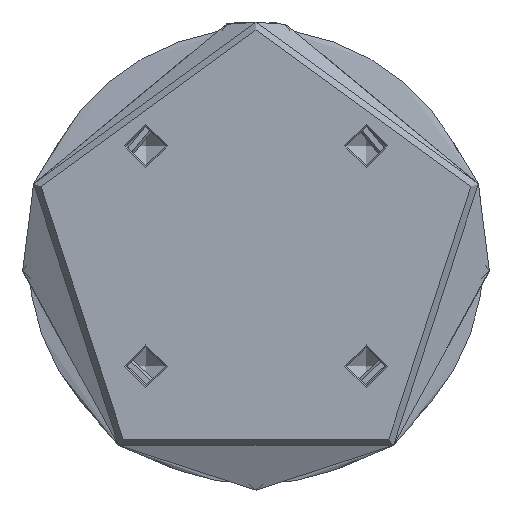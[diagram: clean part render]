
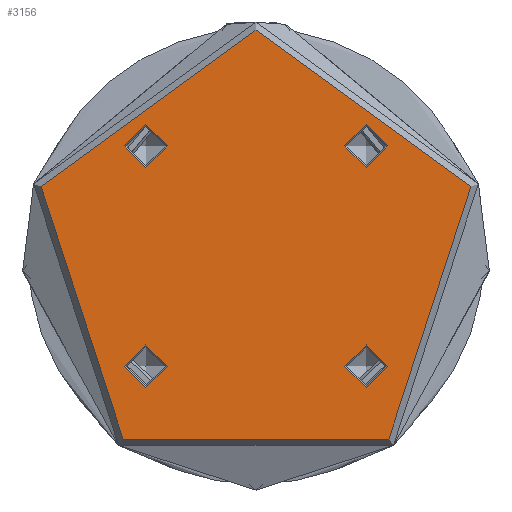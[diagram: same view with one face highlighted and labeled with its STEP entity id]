
A CAD part, front view. The second image highlights one B-rep face of the part: STEP entity #3156.
In plain terms, the highlighted face is planar.
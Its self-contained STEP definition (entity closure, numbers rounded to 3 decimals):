
#436 = EDGE_CURVE ( 'NONE', #1081, #1081, #5366, .T. ) ;
#535 = CARTESIAN_POINT ( 'NONE',  ( 28.284, -28.284, 0. ) ) ;
#573 = VERTEX_POINT ( 'NONE', #2245 ) ;
#702 = EDGE_CURVE ( 'NONE', #3773, #3773, #2675, .T. ) ;
#747 = AXIS2_PLACEMENT_3D ( 'NONE', #5084, #1890, #5626 ) ;
#753 = CIRCLE ( 'NONE', #4234, 5.5 ) ;
#801 = CARTESIAN_POINT ( 'NONE',  ( 0., 0., 0. ) ) ;
#1073 = DIRECTION ( 'NONE',  ( 1., 0., 0. ) ) ;
#1081 = VERTEX_POINT ( 'NONE', #1685 ) ;
#1122 = ORIENTED_EDGE ( 'NONE', *, *, #436, .F. ) ;
#1164 = FACE_BOUND ( 'NONE', #2545, .T. ) ;
#1217 = CIRCLE ( 'NONE', #5970, 58. ) ;
#1296 = CARTESIAN_POINT ( 'NONE',  ( 0., 0., 0. ) ) ;
#1317 = DIRECTION ( 'NONE',  ( -1., 0., 0. ) ) ;
#1327 = DIRECTION ( 'NONE',  ( 1., 0., 0. ) ) ;
#1406 = VERTEX_POINT ( 'NONE', #3883 ) ;
#1685 = CARTESIAN_POINT ( 'NONE',  ( 33.784, 28.284, 0. ) ) ;
#1890 = DIRECTION ( 'NONE',  ( 0., 0., 1. ) ) ;
#1954 = EDGE_LOOP ( 'NONE', ( #2623 ) ) ;
#2245 = CARTESIAN_POINT ( 'NONE',  ( -33.784, 28.284, 0. ) ) ;
#2422 = FACE_OUTER_BOUND ( 'NONE', #1954, .T. ) ;
#2545 = EDGE_LOOP ( 'NONE', ( #1122 ) ) ;
#2597 = FACE_BOUND ( 'NONE', #4132, .T. ) ;
#2623 = ORIENTED_EDGE ( 'NONE', *, *, #5454, .T. ) ;
#2675 = CIRCLE ( 'NONE', #6357, 5.5 ) ;
#2682 = DIRECTION ( 'NONE',  ( 0., 0., 1. ) ) ;
#2726 = EDGE_CURVE ( 'NONE', #573, #573, #753, .T. ) ;
#2743 = AXIS2_PLACEMENT_3D ( 'NONE', #535, #4279, #1073 ) ;
#2752 = AXIS2_PLACEMENT_3D ( 'NONE', #1296, #4536, #1317 ) ;
#3043 = DIRECTION ( 'NONE',  ( 0., 0., -1. ) ) ;
#3156 = ADVANCED_FACE ( 'NONE', ( #3857, #5273, #2597, #1164, #2422 ), #3996, .F. ) ;
#3222 = ORIENTED_EDGE ( 'NONE', *, *, #702, .F. ) ;
#3339 = CARTESIAN_POINT ( 'NONE',  ( 33.784, -28.284, 0. ) ) ;
#3440 = ORIENTED_EDGE ( 'NONE', *, *, #5376, .T. ) ;
#3714 = ORIENTED_EDGE ( 'NONE', *, *, #2726, .T. ) ;
#3773 = VERTEX_POINT ( 'NONE', #5958 ) ;
#3857 = FACE_BOUND ( 'NONE', #4803, .T. ) ;
#3883 = CARTESIAN_POINT ( 'NONE',  ( 58., 0., 0. ) ) ;
#3996 = PLANE ( 'NONE',  #2752 ) ;
#4132 = EDGE_LOOP ( 'NONE', ( #3714 ) ) ;
#4234 = AXIS2_PLACEMENT_3D ( 'NONE', #6244, #3043, #6760 ) ;
#4271 = VERTEX_POINT ( 'NONE', #3339 ) ;
#4279 = DIRECTION ( 'NONE',  ( 0., 0., -1. ) ) ;
#4398 = EDGE_LOOP ( 'NONE', ( #3440 ) ) ;
#4536 = DIRECTION ( 'NONE',  ( 0., 0., -1. ) ) ;
#4544 = DIRECTION ( 'NONE',  ( 0., 0., 1. ) ) ;
#4739 = CIRCLE ( 'NONE', #2743, 5.5 ) ;
#4803 = EDGE_LOOP ( 'NONE', ( #3222 ) ) ;
#5084 = CARTESIAN_POINT ( 'NONE',  ( 28.284, 28.284, 0. ) ) ;
#5273 = FACE_BOUND ( 'NONE', #4398, .T. ) ;
#5366 = CIRCLE ( 'NONE', #747, 5.5 ) ;
#5376 = EDGE_CURVE ( 'NONE', #4271, #4271, #4739, .T. ) ;
#5454 = EDGE_CURVE ( 'NONE', #1406, #1406, #1217, .T. ) ;
#5626 = DIRECTION ( 'NONE',  ( 1., 0., 0. ) ) ;
#5896 = CARTESIAN_POINT ( 'NONE',  ( -28.284, -28.284, 0. ) ) ;
#5958 = CARTESIAN_POINT ( 'NONE',  ( -33.784, -28.284, 0. ) ) ;
#5970 = AXIS2_PLACEMENT_3D ( 'NONE', #801, #4544, #1327 ) ;
#6244 = CARTESIAN_POINT ( 'NONE',  ( -28.284, 28.284, 0. ) ) ;
#6357 = AXIS2_PLACEMENT_3D ( 'NONE', #5896, #2682, #6427 ) ;
#6427 = DIRECTION ( 'NONE',  ( -1., 0., 0. ) ) ;
#6760 = DIRECTION ( 'NONE',  ( -1., 0., 0. ) ) ;
